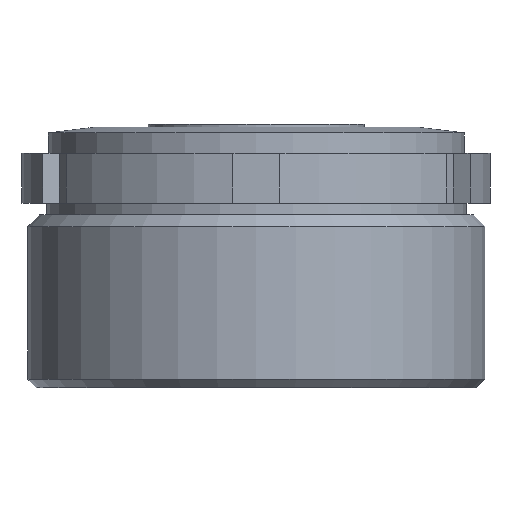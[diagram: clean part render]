
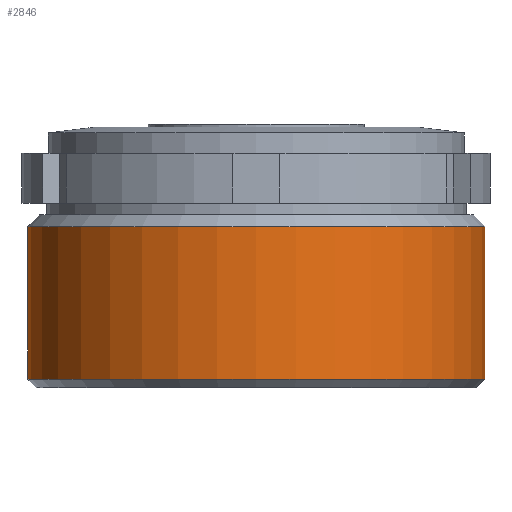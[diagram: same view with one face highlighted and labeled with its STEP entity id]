
A CAD part, front view. The second image highlights one B-rep face of the part: STEP entity #2846.
In plain terms, the highlighted cylindrical face has radius 39 mm (diameter 78 mm), a partial arc.
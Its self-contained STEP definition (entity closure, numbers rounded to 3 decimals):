
#5 = VERTEX_POINT ( 'NONE', #1307 ) ;
#25 = CARTESIAN_POINT ( 'NONE',  ( -39., 0., 27.5 ) ) ;
#159 = EDGE_CURVE ( 'NONE', #1860, #1981, #2000, .T. ) ;
#169 = DIRECTION ( 'NONE',  ( 0., 0., -1. ) ) ;
#215 = LINE ( 'NONE', #1704, #1943 ) ;
#249 = AXIS2_PLACEMENT_3D ( 'NONE', #802, #169, #2938 ) ;
#279 = CARTESIAN_POINT ( 'NONE',  ( 39., 0., 27.5 ) ) ;
#297 = EDGE_LOOP ( 'NONE', ( #2631, #2956, #877, #3345 ) ) ;
#414 = EDGE_CURVE ( 'NONE', #1860, #622, #422, .T. ) ;
#422 = LINE ( 'NONE', #2167, #3487 ) ;
#622 = VERTEX_POINT ( 'NONE', #1577 ) ;
#627 = DIRECTION ( 'NONE',  ( 1., 0., 0. ) ) ;
#638 = CYLINDRICAL_SURFACE ( 'NONE', #249, 39. ) ;
#735 = CIRCLE ( 'NONE', #3978, 39. ) ;
#796 = DIRECTION ( 'NONE',  ( 0., 0., -1. ) ) ;
#802 = CARTESIAN_POINT ( 'NONE',  ( 0., 0., 29.5 ) ) ;
#877 = ORIENTED_EDGE ( 'NONE', *, *, #3504, .T. ) ;
#896 = CARTESIAN_POINT ( 'NONE',  ( 0., 0., 1.5 ) ) ;
#1307 = CARTESIAN_POINT ( 'NONE',  ( -39., 0., 1.5 ) ) ;
#1566 = EDGE_CURVE ( 'NONE', #5, #622, #735, .T. ) ;
#1577 = CARTESIAN_POINT ( 'NONE',  ( 39., 0., 1.5 ) ) ;
#1704 = CARTESIAN_POINT ( 'NONE',  ( -39., 0., 29.5 ) ) ;
#1860 = VERTEX_POINT ( 'NONE', #279 ) ;
#1921 = DIRECTION ( 'NONE',  ( 1., 0., 0. ) ) ;
#1943 = VECTOR ( 'NONE', #796, 1000. ) ;
#1981 = VERTEX_POINT ( 'NONE', #25 ) ;
#2000 = CIRCLE ( 'NONE', #3939, 39. ) ;
#2167 = CARTESIAN_POINT ( 'NONE',  ( 39., 0., 29.5 ) ) ;
#2631 = ORIENTED_EDGE ( 'NONE', *, *, #414, .F. ) ;
#2775 = DIRECTION ( 'NONE',  ( 0., 0., -1. ) ) ;
#2846 = ADVANCED_FACE ( 'NONE', ( #3080 ), #638, .T. ) ;
#2938 = DIRECTION ( 'NONE',  ( -1., 0., 0. ) ) ;
#2956 = ORIENTED_EDGE ( 'NONE', *, *, #159, .T. ) ;
#3042 = DIRECTION ( 'NONE',  ( 0., 0., 1. ) ) ;
#3080 = FACE_OUTER_BOUND ( 'NONE', #297, .T. ) ;
#3264 = CARTESIAN_POINT ( 'NONE',  ( 0., 0., 27.5 ) ) ;
#3345 = ORIENTED_EDGE ( 'NONE', *, *, #1566, .T. ) ;
#3487 = VECTOR ( 'NONE', #2775, 1000. ) ;
#3504 = EDGE_CURVE ( 'NONE', #1981, #5, #215, .T. ) ;
#3776 = DIRECTION ( 'NONE',  ( 0., 0., -1. ) ) ;
#3939 = AXIS2_PLACEMENT_3D ( 'NONE', #3264, #3776, #1921 ) ;
#3978 = AXIS2_PLACEMENT_3D ( 'NONE', #896, #3042, #627 ) ;
